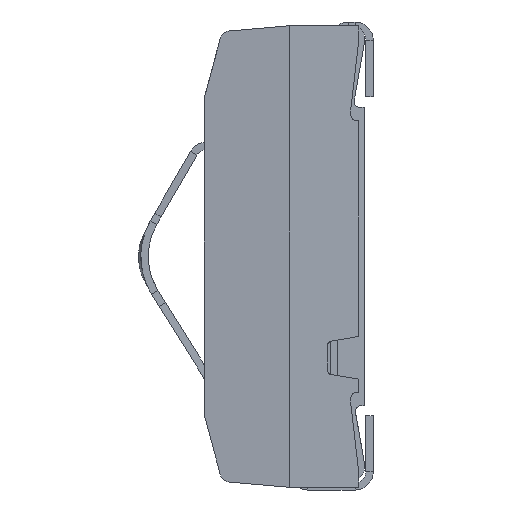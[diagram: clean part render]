
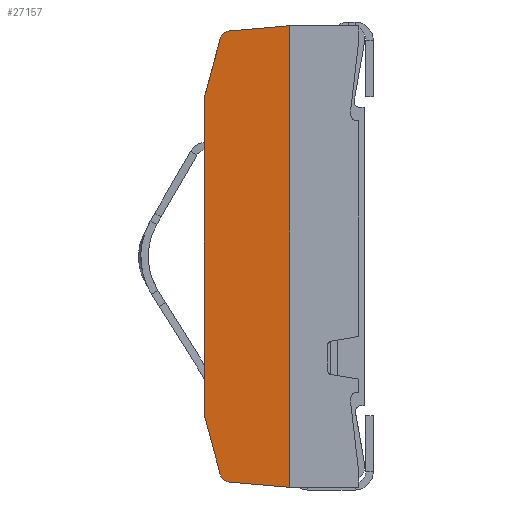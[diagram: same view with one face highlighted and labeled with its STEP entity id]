
A CAD part, left-side view. The second image highlights one B-rep face of the part: STEP entity #27157.
In plain terms, the highlighted planar face has unit normal (-0.996, 0.087, 0).
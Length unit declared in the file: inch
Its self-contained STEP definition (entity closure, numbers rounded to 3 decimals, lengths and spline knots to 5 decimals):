
#2887=DIRECTION('',(0.,0.,1.));
#2888=VECTOR('',#2887,0.298);
#2889=CARTESIAN_POINT('',(-0.22575,0.125,-0.149));
#2890=LINE('',#2889,#2888);
#5512=DIRECTION('',(0.023,0.259,0.966));
#5513=VECTOR('',#5512,0.05715);
#5514=CARTESIAN_POINT('',(-0.22704,0.11021,
-0.20419));
#5515=LINE('',#5514,#5513);
#5840=DIRECTION('',(-0.087,-0.992,-0.087));
#5841=VECTOR('',#5840,0.05685);
#5842=CARTESIAN_POINT('',(-0.22781,0.10142,
-0.21156));
#5843=LINE('',#5842,#5841);
#5861=CARTESIAN_POINT('',(-0.22704,0.11021,
-0.20419));
#5862=CARTESIAN_POINT('',(-0.2271,0.10961,
-0.20645));
#5863=CARTESIAN_POINT('',(-0.2273,0.10728,
-0.20963));
#5864=CARTESIAN_POINT('',(-0.22761,0.10375,
-0.21136));
#5865=CARTESIAN_POINT('',(-0.22781,0.10142,
-0.21156));
#5886=DIRECTION('',(0.087,0.992,-0.087));
#5887=VECTOR('',#5886,0.05685);
#5888=CARTESIAN_POINT('',(-0.23275,0.045,0.2165));
#5889=LINE('',#5888,#5887);
#5923=CARTESIAN_POINT('',(-0.22704,0.11021,
0.20419));
#5924=CARTESIAN_POINT('',(-0.2271,0.10961,
0.20645));
#5925=CARTESIAN_POINT('',(-0.2273,0.10728,
0.20963));
#5926=CARTESIAN_POINT('',(-0.22761,0.10375,
0.21136));
#5927=CARTESIAN_POINT('',(-0.22781,0.10142,
0.21156));
#6269=DIRECTION('',(-0.023,-0.259,0.966));
#6270=VECTOR('',#6269,0.05715);
#6271=CARTESIAN_POINT('',(-0.22575,0.125,0.149));
#6272=LINE('',#6271,#6270);
#7186=DIRECTION('',(0.,0.,-1.));
#7187=VECTOR('',#7186,0.433);
#7188=CARTESIAN_POINT('',(-0.23275,0.045,0.2165));
#7189=LINE('',#7188,#7187);
#22679=CARTESIAN_POINT('',(-0.23275,0.045,0.2165));
#22680=CARTESIAN_POINT('',(-0.23275,0.045,-0.2165));
#22681=VERTEX_POINT('',#22679);
#22682=VERTEX_POINT('',#22680);
#22687=CARTESIAN_POINT('',(-0.22575,0.125,-0.149));
#22688=CARTESIAN_POINT('',(-0.22575,0.125,0.149));
#22689=VERTEX_POINT('',#22687);
#22690=VERTEX_POINT('',#22688);
#22695=CARTESIAN_POINT('',(-0.22704,0.11021,
0.20419));
#22697=VERTEX_POINT('',#22695);
#22699=CARTESIAN_POINT('',(-0.22781,0.10142,
0.21156));
#22701=VERTEX_POINT('',#22699);
#22703=CARTESIAN_POINT('',(-0.22704,0.11021,
-0.20419));
#22705=VERTEX_POINT('',#22703);
#22707=CARTESIAN_POINT('',(-0.22781,0.10142,
-0.21156));
#22709=VERTEX_POINT('',#22707);
#27137=CARTESIAN_POINT('',(-0.23275,0.045,0.2598));
#27138=DIRECTION('',(0.996,-0.087,0.));
#27139=DIRECTION('',(0.087,0.996,0.));
#27140=AXIS2_PLACEMENT_3D('',#27137,#27138,#27139);
#27141=PLANE('',#27140);
#27142=ORIENTED_EDGE('',*,*,#27124,.F.);
#27144=ORIENTED_EDGE('',*,*,#27143,.F.);
#27145=ORIENTED_EDGE('',*,*,#26918,.T.);
#27146=ORIENTED_EDGE('',*,*,#24531,.T.);
#27148=ORIENTED_EDGE('',*,*,#27147,.T.);
#27150=ORIENTED_EDGE('',*,*,#27149,.T.);
#27152=ORIENTED_EDGE('',*,*,#27151,.F.);
#27154=ORIENTED_EDGE('',*,*,#27153,.T.);
#27155=EDGE_LOOP('',(#27142,#27144,#27145,#27146,#27148,#27150,#27152,#27154));
#27156=FACE_OUTER_BOUND('',#27155,.F.);
#5866=B_SPLINE_CURVE_WITH_KNOTS('',3,(#5861,#5862,#5863,#5864,#5865),
.UNSPECIFIED.,.F.,.F.,(4,1,4),(0.,0.5,1.),.UNSPECIFIED.);
#5928=B_SPLINE_CURVE_WITH_KNOTS('',3,(#5923,#5924,#5925,#5926,#5927),
.UNSPECIFIED.,.F.,.F.,(4,1,4),(0.,0.5,1.),.UNSPECIFIED.);
#24531=EDGE_CURVE('',#22689,#22690,#2890,.T.);
#26918=EDGE_CURVE('',#22705,#22689,#5515,.T.);
#27124=EDGE_CURVE('',#22709,#22682,#5843,.T.);
#27143=EDGE_CURVE('',#22705,#22709,#5866,.T.);
#27147=EDGE_CURVE('',#22690,#22697,#6272,.T.);
#27149=EDGE_CURVE('',#22697,#22701,#5928,.T.);
#27151=EDGE_CURVE('',#22681,#22701,#5889,.T.);
#27153=EDGE_CURVE('',#22681,#22682,#7189,.T.);
#27157=ADVANCED_FACE('',(#27156),#27141,.F.);
